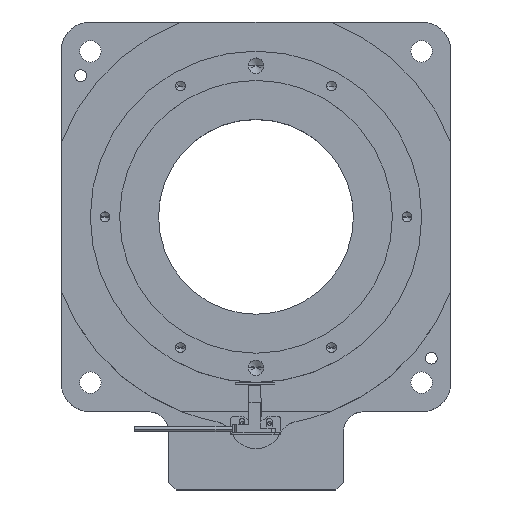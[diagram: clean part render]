
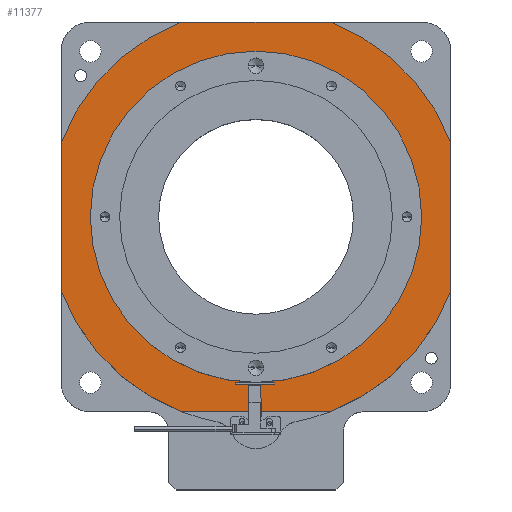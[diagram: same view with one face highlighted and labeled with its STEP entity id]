
A CAD part, top view. The second image highlights one B-rep face of the part: STEP entity #11377.
In plain terms, the highlighted planar face has unit normal (0, 0, 1).
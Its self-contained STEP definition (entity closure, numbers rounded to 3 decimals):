
#34 = LINE ( 'NONE', #4752, #10682 ) ;
#285 = ORIENTED_EDGE ( 'NONE', *, *, #7574, .T. ) ;
#571 = CIRCLE ( 'NONE', #10851, 107. ) ;
#639 = EDGE_CURVE ( 'NONE', #5570, #7485, #5313, .T. ) ;
#684 = ORIENTED_EDGE ( 'NONE', *, *, #11666, .T. ) ;
#1418 = FACE_BOUND ( 'NONE', #11623, .T. ) ;
#1479 = PLANE ( 'NONE',  #1718 ) ;
#1605 = CARTESIAN_POINT ( 'NONE',  ( -85., 0., 37.6 ) ) ;
#1661 = ORIENTED_EDGE ( 'NONE', *, *, #10820, .T. ) ;
#1718 = AXIS2_PLACEMENT_3D ( 'NONE', #6912, #5071, #9476 ) ;
#1944 = VERTEX_POINT ( 'NONE', #10316 ) ;
#1955 = EDGE_CURVE ( 'NONE', #7485, #5570, #7052, .T. ) ;
#2004 = CARTESIAN_POINT ( 'NONE',  ( 85., 0., 37.6 ) ) ;
#2122 = VERTEX_POINT ( 'NONE', #10546 ) ;
#2481 = ORIENTED_EDGE ( 'NONE', *, *, #9256, .T. ) ;
#2683 = CARTESIAN_POINT ( 'NONE',  ( -38.066, 100., 37.6 ) ) ;
#2722 = DIRECTION ( 'NONE',  ( 0., 0., 1. ) ) ;
#2820 = CIRCLE ( 'NONE', #4929, 107. ) ;
#2866 = LINE ( 'NONE', #8422, #11733 ) ;
#2919 = CARTESIAN_POINT ( 'NONE',  ( -38.066, -100., 37.6 ) ) ;
#2961 = CARTESIAN_POINT ( 'NONE',  ( 0., 0., 37.6 ) ) ;
#2982 = CARTESIAN_POINT ( 'NONE',  ( 0., 0., 37.6 ) ) ;
#3007 = ORIENTED_EDGE ( 'NONE', *, *, #4430, .T. ) ;
#3494 = ORIENTED_EDGE ( 'NONE', *, *, #7333, .T. ) ;
#3506 = CARTESIAN_POINT ( 'NONE',  ( 0., 0., 37.6 ) ) ;
#3710 = DIRECTION ( 'NONE',  ( 0., 0., 1. ) ) ;
#3734 = CARTESIAN_POINT ( 'NONE',  ( 100., -38.066, 37.6 ) ) ;
#3746 = EDGE_LOOP ( 'NONE', ( #285, #10581, #1661, #684, #3007, #10905, #3494, #2481 ) ) ;
#3925 = DIRECTION ( 'NONE',  ( 1., 0., 0. ) ) ;
#3953 = CARTESIAN_POINT ( 'NONE',  ( 0., 0., 37.6 ) ) ;
#3979 = CARTESIAN_POINT ( 'NONE',  ( -100., 38.066, 37.6 ) ) ;
#3991 = FACE_OUTER_BOUND ( 'NONE', #3746, .T. ) ;
#4238 = AXIS2_PLACEMENT_3D ( 'NONE', #3953, #3710, #10339 ) ;
#4430 = EDGE_CURVE ( 'NONE', #8543, #1944, #9939, .T. ) ;
#4517 = DIRECTION ( 'NONE',  ( 1., 0., 0. ) ) ;
#4581 = DIRECTION ( 'NONE',  ( 0., 0., -1. ) ) ;
#4659 = VERTEX_POINT ( 'NONE', #2683 ) ;
#4752 = CARTESIAN_POINT ( 'NONE',  ( 100., -38.066, 37.6 ) ) ;
#4892 = ORIENTED_EDGE ( 'NONE', *, *, #639, .T. ) ;
#4929 = AXIS2_PLACEMENT_3D ( 'NONE', #3506, #2722, #4517 ) ;
#5038 = CARTESIAN_POINT ( 'NONE',  ( -100., 38.066, 37.6 ) ) ;
#5071 = DIRECTION ( 'NONE',  ( 0., 0., 1. ) ) ;
#5313 = CIRCLE ( 'NONE', #11770, 85. ) ;
#5525 = ORIENTED_EDGE ( 'NONE', *, *, #1955, .T. ) ;
#5544 = DIRECTION ( 'NONE',  ( 1., 0., 0. ) ) ;
#5570 = VERTEX_POINT ( 'NONE', #1605 ) ;
#5606 = DIRECTION ( 'NONE',  ( -1., 0., 0. ) ) ;
#5608 = DIRECTION ( 'NONE',  ( 0., 0., 1. ) ) ;
#6152 = VERTEX_POINT ( 'NONE', #3979 ) ;
#6548 = CARTESIAN_POINT ( 'NONE',  ( -100., -38.066, 37.6 ) ) ;
#6749 = AXIS2_PLACEMENT_3D ( 'NONE', #2961, #10244, #8461 ) ;
#6912 = CARTESIAN_POINT ( 'NONE',  ( 0., 0., 37.6 ) ) ;
#7052 = CIRCLE ( 'NONE', #8584, 85. ) ;
#7333 = EDGE_CURVE ( 'NONE', #4659, #6152, #2820, .T. ) ;
#7341 = VECTOR ( 'NONE', #5544, 1000. ) ;
#7361 = VECTOR ( 'NONE', #8733, 1000. ) ;
#7485 = VERTEX_POINT ( 'NONE', #2004 ) ;
#7574 = EDGE_CURVE ( 'NONE', #10007, #9308, #9220, .T. ) ;
#7896 = CARTESIAN_POINT ( 'NONE',  ( -38.066, -100., 37.6 ) ) ;
#8396 = DIRECTION ( 'NONE',  ( 0., 1., 0. ) ) ;
#8422 = CARTESIAN_POINT ( 'NONE',  ( 38.066, 100., 37.6 ) ) ;
#8461 = DIRECTION ( 'NONE',  ( 1., 0., 0. ) ) ;
#8543 = VERTEX_POINT ( 'NONE', #9786 ) ;
#8584 = AXIS2_PLACEMENT_3D ( 'NONE', #9290, #4581, #3925 ) ;
#8643 = LINE ( 'NONE', #2919, #7341 ) ;
#8689 = EDGE_CURVE ( 'NONE', #9308, #2122, #8643, .T. ) ;
#8733 = DIRECTION ( 'NONE',  ( 0., -1., 0. ) ) ;
#8871 = CARTESIAN_POINT ( 'NONE',  ( 0., 0., 37.6 ) ) ;
#9220 = CIRCLE ( 'NONE', #6749, 107. ) ;
#9248 = DIRECTION ( 'NONE',  ( 1., 0., 0. ) ) ;
#9256 = EDGE_CURVE ( 'NONE', #6152, #10007, #10456, .T. ) ;
#9290 = CARTESIAN_POINT ( 'NONE',  ( 0., 0., 37.6 ) ) ;
#9308 = VERTEX_POINT ( 'NONE', #7896 ) ;
#9476 = DIRECTION ( 'NONE',  ( 1., 0., 0. ) ) ;
#9588 = EDGE_CURVE ( 'NONE', #1944, #4659, #2866, .T. ) ;
#9786 = CARTESIAN_POINT ( 'NONE',  ( 100., 38.066, 37.6 ) ) ;
#9939 = CIRCLE ( 'NONE', #4238, 107. ) ;
#10007 = VERTEX_POINT ( 'NONE', #6548 ) ;
#10244 = DIRECTION ( 'NONE',  ( 0., 0., 1. ) ) ;
#10316 = CARTESIAN_POINT ( 'NONE',  ( 38.066, 100., 37.6 ) ) ;
#10339 = DIRECTION ( 'NONE',  ( 1., 0., 0. ) ) ;
#10456 = LINE ( 'NONE', #5038, #7361 ) ;
#10546 = CARTESIAN_POINT ( 'NONE',  ( 38.066, -100., 37.6 ) ) ;
#10581 = ORIENTED_EDGE ( 'NONE', *, *, #8689, .T. ) ;
#10682 = VECTOR ( 'NONE', #8396, 1000. ) ;
#10706 = DIRECTION ( 'NONE',  ( 1., 0., 0. ) ) ;
#10820 = EDGE_CURVE ( 'NONE', #2122, #11689, #571, .T. ) ;
#10851 = AXIS2_PLACEMENT_3D ( 'NONE', #2982, #5608, #9248 ) ;
#10905 = ORIENTED_EDGE ( 'NONE', *, *, #9588, .T. ) ;
#11377 = ADVANCED_FACE ( 'NONE', ( #1418, #3991 ), #1479, .T. ) ;
#11588 = DIRECTION ( 'NONE',  ( 0., 0., -1. ) ) ;
#11623 = EDGE_LOOP ( 'NONE', ( #5525, #4892 ) ) ;
#11666 = EDGE_CURVE ( 'NONE', #11689, #8543, #34, .T. ) ;
#11689 = VERTEX_POINT ( 'NONE', #3734 ) ;
#11733 = VECTOR ( 'NONE', #5606, 1000. ) ;
#11770 = AXIS2_PLACEMENT_3D ( 'NONE', #8871, #11588, #10706 ) ;
